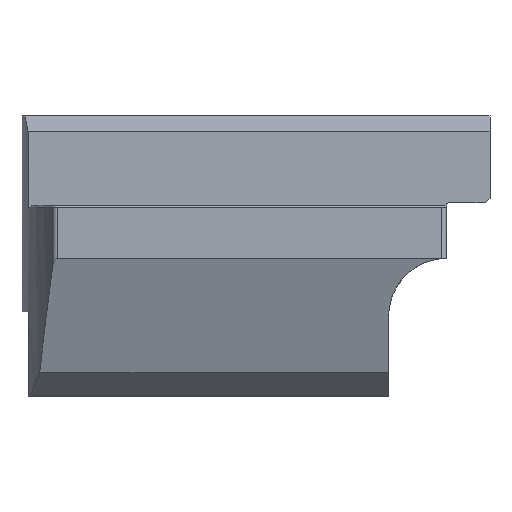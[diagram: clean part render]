
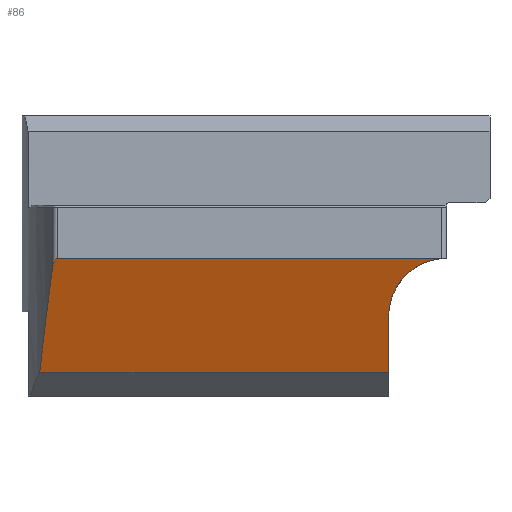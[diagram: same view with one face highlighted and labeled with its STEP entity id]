
A CAD part, front view. The second image highlights one B-rep face of the part: STEP entity #86.
In plain terms, the highlighted planar face has unit normal (0, -0.94, -0.342).
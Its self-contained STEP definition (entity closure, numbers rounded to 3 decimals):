
#43=ELLIPSE('',#1259,277.761,95.);
#45=ELLIPSE('',#1268,12.77,12.);
#47=ELLIPSE('',#1273,2.924,1.);
#86=ADVANCED_FACE('',(#190),#143,.F.);
#143=PLANE('',#1274);
#190=FACE_OUTER_BOUND('',#256,.T.);
#256=EDGE_LOOP('',(#691,#692,#693,#694,#695,#696,#697));
#312=B_SPLINE_CURVE_WITH_KNOTS('',3,(#2007,#2008,#2009,#2010),.UNSPECIFIED.,
 .F.,.F.,(4,4),(0.,1.),.UNSPECIFIED.);
#381=LINE('',#2014,#498);
#382=LINE('',#2016,#499);
#383=LINE('',#2017,#500);
#498=VECTOR('',#1487,1.);
#499=VECTOR('',#1488,1.);
#500=VECTOR('',#1489,1.);
#691=ORIENTED_EDGE('',*,*,#1120,.T.);
#692=ORIENTED_EDGE('',*,*,#1080,.T.);
#693=ORIENTED_EDGE('',*,*,#1121,.T.);
#694=ORIENTED_EDGE('',*,*,#1122,.T.);
#695=ORIENTED_EDGE('',*,*,#1112,.T.);
#696=ORIENTED_EDGE('',*,*,#1119,.F.);
#697=ORIENTED_EDGE('',*,*,#1123,.F.);
#952=VERTEX_POINT('',#1900);
#953=VERTEX_POINT('',#1902);
#982=VERTEX_POINT('',#1976);
#983=VERTEX_POINT('',#1977);
#986=VERTEX_POINT('',#2006);
#987=VERTEX_POINT('',#2013);
#988=VERTEX_POINT('',#2015);
#1080=EDGE_CURVE('',#953,#952,#43,.T.);
#1112=EDGE_CURVE('',#982,#983,#45,.T.);
#1119=EDGE_CURVE('',#986,#983,#312,.T.);
#1120=EDGE_CURVE('',#987,#953,#47,.T.);
#1121=EDGE_CURVE('',#952,#988,#381,.T.);
#1122=EDGE_CURVE('',#988,#982,#382,.T.);
#1123=EDGE_CURVE('',#987,#986,#383,.T.);
#1259=AXIS2_PLACEMENT_3D('',#1901,#1432,#1433);
#1268=AXIS2_PLACEMENT_3D('',#1975,#1473,#1474);
#1273=AXIS2_PLACEMENT_3D('',#2012,#1485,#1486);
#1274=AXIS2_PLACEMENT_3D('',#2018,#1490,#1491);
#1432=DIRECTION('',(0.,-0.94,-0.342));
#1433=DIRECTION('',(0.,0.342,-0.94));
#1473=DIRECTION('',(0.,0.94,0.342));
#1474=DIRECTION('',(0.,0.342,-0.94));
#1485=DIRECTION('',(0.,-0.94,-0.342));
#1486=DIRECTION('',(0.,0.342,-0.94));
#1487=DIRECTION('',(1.,0.,0.));
#1488=DIRECTION('',(0.,-0.342,0.94));
#1489=DIRECTION('',(1.,0.,0.));
#1490=DIRECTION('',(0.,0.94,0.342));
#1491=DIRECTION('',(0.,0.342,-0.94));
#1900=CARTESIAN_POINT('',(-93.261,-26.39,-34.656));
#1901=CARTESIAN_POINT('',(-2.,0.,-107.162));
#1902=CARTESIAN_POINT('',(-90.568,-34.362,-12.754));
#1975=CARTESIAN_POINT('',(-9.,-30.632,-23.));
#1976=CARTESIAN_POINT('',(-21.,-30.632,-23.));
#1977=CARTESIAN_POINT('',(-9.852,-34.989,-11.03));
#2006=CARTESIAN_POINT('',(-10.,-35.,-11.));
#2007=CARTESIAN_POINT('',(-10.,-35.,-11.));
#2008=CARTESIAN_POINT('',(-9.948,-35.,-11.));
#2009=CARTESIAN_POINT('',(-9.899,-34.996,-11.011));
#2010=CARTESIAN_POINT('',(-9.852,-34.989,-11.03));
#2012=CARTESIAN_POINT('',(-89.636,-34.,-13.747));
#2013=CARTESIAN_POINT('',(-89.636,-35.,-11.));
#2014=CARTESIAN_POINT('',(-93.261,-26.39,-34.656));
#2015=CARTESIAN_POINT('',(-21.,-26.39,-34.656));
#2016=CARTESIAN_POINT('',(-21.,-26.39,-34.656));
#2017=CARTESIAN_POINT('',(-89.636,-35.,-11.));
#2018=CARTESIAN_POINT('',(-97.,-35.,-11.));
